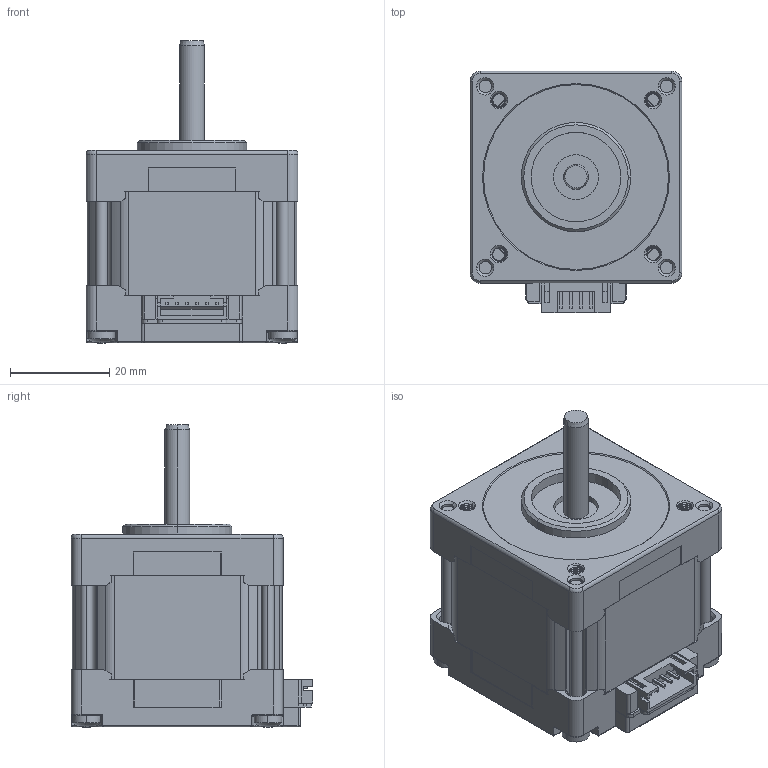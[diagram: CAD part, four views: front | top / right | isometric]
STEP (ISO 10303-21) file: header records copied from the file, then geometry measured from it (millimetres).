
FILE_DESCRIPTION(('Creo Elements/Direct Modeling STEP Export'),'2;1');
FILE_NAME('KF4239.stp','2016-11-09T16:41:15',(''),(''),'PTC Creo Elements/Direct Modeling STEP processor for AP214 (Solid Model)','PTC Creo Elements/Direct Modeling 19.0B 21-Mar-2015 (C) Parametric Technology GmbH','');
FILE_SCHEMA(('AUTOMOTIVE_DESIGN { 1 0 10303 214 1 1 1 1 }'));
Length unit declared in the file: millimetre
Products named in the file (2): p1; Skin_Group1
Bounding box: 42.6 x 48.55 x 60.86 mm (x, y, z)
Volume: 67922.4 mm3; surface area: 15110.7 mm2
Topology: 1 solids, 1 shells, 681 faces, 1932 edges, 1226 vertices
Faces by surface type: plane 303, cylinder 270, cone 62, torus 26, bspline 12, sphere 8
Entity records: 30116 total; most frequent: CARTESIAN_POINT 7615, ORIENTED_EDGE 3864, DIRECTION 3398, EDGE_CURVE 1932, VERTEX_POINT 1226, AXIS2_PLACEMENT_3D 1193, VECTOR 1012, LINE 1012
